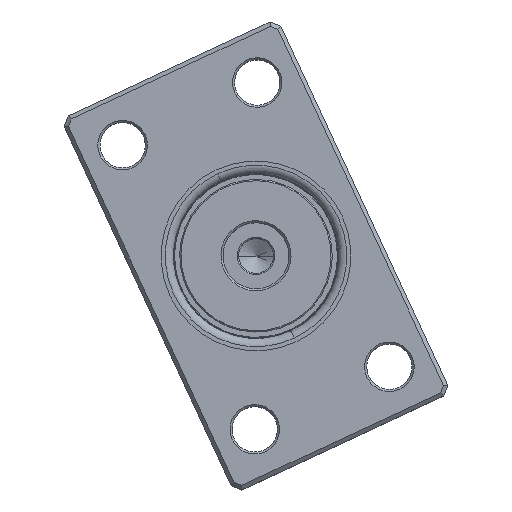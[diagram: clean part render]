
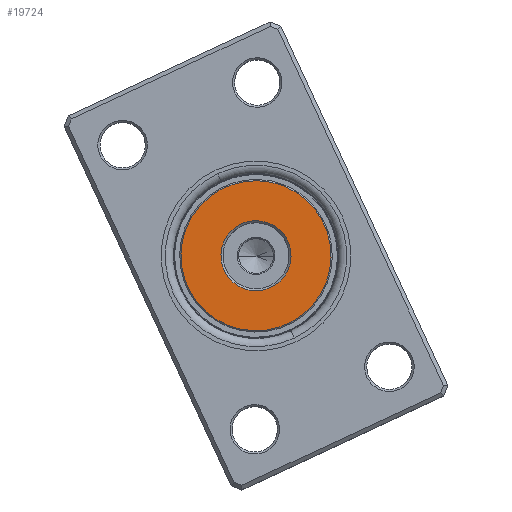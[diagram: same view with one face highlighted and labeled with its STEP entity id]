
A CAD part, top view. The second image highlights one B-rep face of the part: STEP entity #19724.
In plain terms, the highlighted face is planar.
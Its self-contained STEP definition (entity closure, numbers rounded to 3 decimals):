
#295 = ORIENTED_EDGE ( 'NONE', *, *, #41143, .T. ) ;
#2550 = EDGE_CURVE ( 'NONE', #38666, #52640, #11121, .T. ) ;
#3862 = CIRCLE ( 'NONE', #34173, 8.5 ) ;
#6275 = AXIS2_PLACEMENT_3D ( 'NONE', #34762, #11254, #19660 ) ;
#7158 = DIRECTION ( 'NONE',  ( 1., 0., 0. ) ) ;
#8487 = CARTESIAN_POINT ( 'NONE',  ( 8.5, 0., 0. ) ) ;
#11121 = CIRCLE ( 'NONE', #6275, 18.2 ) ;
#11254 = DIRECTION ( 'NONE',  ( 0., 0., -1. ) ) ;
#14131 = EDGE_LOOP ( 'NONE', ( #29058, #39343 ) ) ;
#14386 = VERTEX_POINT ( 'NONE', #8487 ) ;
#16518 = AXIS2_PLACEMENT_3D ( 'NONE', #27224, #48008, #7158 ) ;
#16778 = CARTESIAN_POINT ( 'NONE',  ( 18.2, 0., 0. ) ) ;
#19660 = DIRECTION ( 'NONE',  ( 1., 0., 0. ) ) ;
#19724 = ADVANCED_FACE ( 'NONE', ( #45966, #20937 ), #42467, .F. ) ;
#20768 = CARTESIAN_POINT ( 'NONE',  ( -18.2, 0., 0. ) ) ;
#20937 = FACE_BOUND ( 'NONE', #14131, .T. ) ;
#22788 = CARTESIAN_POINT ( 'NONE',  ( 0., 0., 0. ) ) ;
#23135 = DIRECTION ( 'NONE',  ( 1., 0., 0. ) ) ;
#27048 = CARTESIAN_POINT ( 'NONE',  ( 0., 0., 0. ) ) ;
#27224 = CARTESIAN_POINT ( 'NONE',  ( 0., 0., 0. ) ) ;
#29058 = ORIENTED_EDGE ( 'NONE', *, *, #41517, .T. ) ;
#29729 = CARTESIAN_POINT ( 'NONE',  ( -8.5, 0., 0. ) ) ;
#31189 = EDGE_CURVE ( 'NONE', #14386, #44298, #3862, .T. ) ;
#32024 = AXIS2_PLACEMENT_3D ( 'NONE', #22788, #51473, #23135 ) ;
#34173 = AXIS2_PLACEMENT_3D ( 'NONE', #27048, #39249, #51235 ) ;
#34762 = CARTESIAN_POINT ( 'NONE',  ( 0., 0., 0. ) ) ;
#38666 = VERTEX_POINT ( 'NONE', #20768 ) ;
#39249 = DIRECTION ( 'NONE',  ( 0., 0., 1. ) ) ;
#39343 = ORIENTED_EDGE ( 'NONE', *, *, #31189, .T. ) ;
#41143 = EDGE_CURVE ( 'NONE', #52640, #38666, #52456, .T. ) ;
#41517 = EDGE_CURVE ( 'NONE', #44298, #14386, #51126, .T. ) ;
#42290 = CARTESIAN_POINT ( 'NONE',  ( 0., 0., 0. ) ) ;
#42467 = PLANE ( 'NONE',  #45300 ) ;
#44298 = VERTEX_POINT ( 'NONE', #29729 ) ;
#45300 = AXIS2_PLACEMENT_3D ( 'NONE', #42290, #46560, #46220 ) ;
#45966 = FACE_OUTER_BOUND ( 'NONE', #51133, .T. ) ;
#46220 = DIRECTION ( 'NONE',  ( 1., 0., 0. ) ) ;
#46560 = DIRECTION ( 'NONE',  ( 0., 0., 1. ) ) ;
#48008 = DIRECTION ( 'NONE',  ( 0., 0., 1. ) ) ;
#51126 = CIRCLE ( 'NONE', #16518, 8.5 ) ;
#51133 = EDGE_LOOP ( 'NONE', ( #295, #51517 ) ) ;
#51235 = DIRECTION ( 'NONE',  ( 1., 0., 0. ) ) ;
#51473 = DIRECTION ( 'NONE',  ( 0., 0., -1. ) ) ;
#51517 = ORIENTED_EDGE ( 'NONE', *, *, #2550, .T. ) ;
#52456 = CIRCLE ( 'NONE', #32024, 18.2 ) ;
#52640 = VERTEX_POINT ( 'NONE', #16778 ) ;
